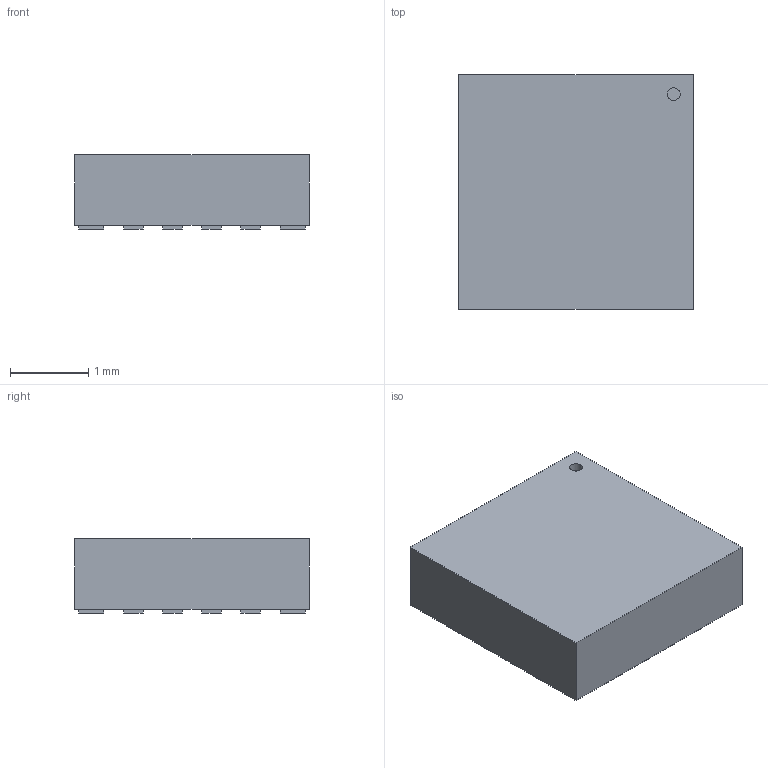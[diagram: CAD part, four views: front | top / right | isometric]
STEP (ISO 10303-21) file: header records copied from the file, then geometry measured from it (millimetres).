
FILE_DESCRIPTION (( 'STEP AP214' ), '1' );
FILE_NAME ('16LPCC.STEP', '2015-08-07T16:37:30', ( '' ), ( '' ), 'SwSTEP 2.0', 'SolidWorks 2014', '' );
FILE_SCHEMA (( 'AUTOMOTIVE_DESIGN' ));
Length unit declared in the file: millimetre
Products named in the file (1): 16LPCC
Bounding box: 3 x 3 x 0.95 mm (x, y, z)
Volume: 8.2 mm3; surface area: 29.8 mm2
Topology: 1 solids, 1 shells, 89 faces, 210 edges, 140 vertices
Faces by surface type: plane 87, cylinder 2
Entity records: 2542 total; most frequent: CARTESIAN_POINT 440, ORIENTED_EDGE 420, DIRECTION 394, EDGE_CURVE 210, LINE 206, VECTOR 206, VERTEX_POINT 140, EDGE_LOOP 106
